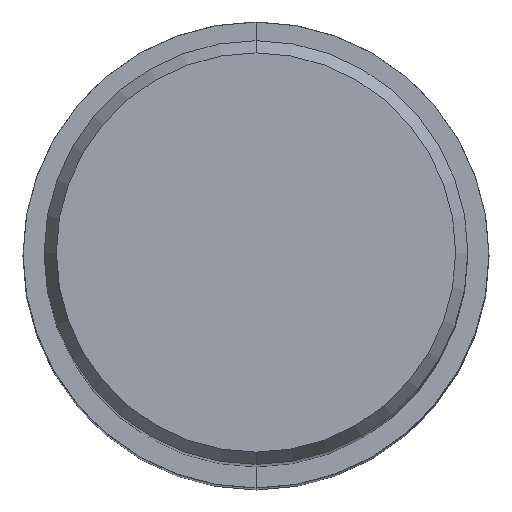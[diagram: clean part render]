
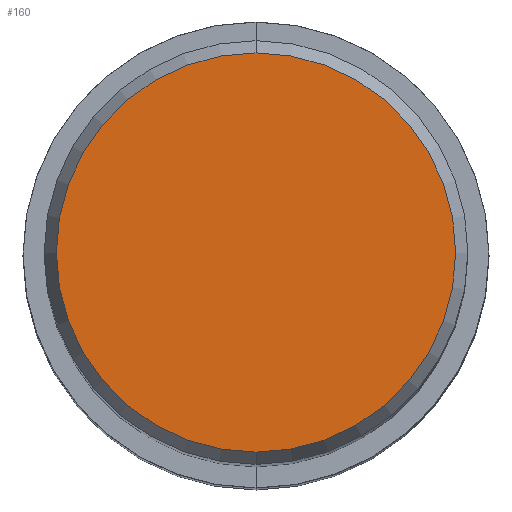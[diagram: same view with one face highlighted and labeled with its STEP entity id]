
A CAD part, top view. The second image highlights one B-rep face of the part: STEP entity #160.
In plain terms, the highlighted planar face has unit normal (0, 0, 1).
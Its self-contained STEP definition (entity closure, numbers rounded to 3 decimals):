
#84=EDGE_CURVE('',#126,#150,#197,.T.);
#98=EDGE_CURVE('',#150,#126,#212,.T.);
#126=VERTEX_POINT('',#246);
#150=VERTEX_POINT('',#274);
#160=ADVANCED_FACE('',(#284),#285,.T.);
#197=CIRCLE('',#318,7.479);
#212=CIRCLE('',#339,7.479);
#246=CARTESIAN_POINT('',(0.0,7.479,0.01));
#274=CARTESIAN_POINT('',(0.,-7.479,0.01));
#284=FACE_OUTER_BOUND('',#423,.T.);
#285=PLANE('',#424);
#318=AXIS2_PLACEMENT_3D('',#445,#446,#447);
#339=AXIS2_PLACEMENT_3D('',#460,#461,#462);
#423=EDGE_LOOP('',(#562,#563));
#424=AXIS2_PLACEMENT_3D('',#564,#565,#566);
#445=CARTESIAN_POINT('',(0.0,0.0,0.01));
#446=DIRECTION('',(0.0,0.0,-1.0));
#447=DIRECTION('',(0.0,1.0,0.0));
#460=CARTESIAN_POINT('',(0.0,0.0,0.01));
#461=DIRECTION('',(0.0,0.0,-1.0));
#462=DIRECTION('',(0.0,1.0,0.0));
#562=ORIENTED_EDGE('',*,*,#84,.F.);
#563=ORIENTED_EDGE('',*,*,#98,.F.);
#564=CARTESIAN_POINT('',(0.0,3.74,0.01));
#565=DIRECTION('',(-0.0,0.0,1.0));
#566=DIRECTION('',(0.0,-1.0,0.0));
